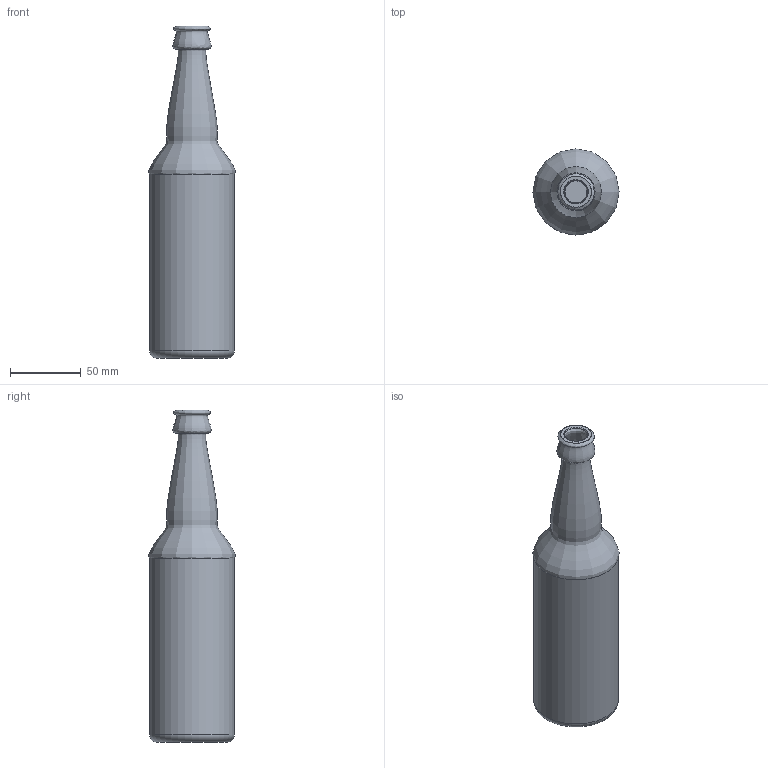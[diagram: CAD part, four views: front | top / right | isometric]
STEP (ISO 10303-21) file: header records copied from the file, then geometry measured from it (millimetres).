
FILE_DESCRIPTION(/* description */ (''),/* implementation_level */ '2;1');
FILE_NAME(/* name */ 'Glass Beer Bottle v3.step',/* time_stamp */ '2025-10-16T20:43:29-04:00',/* author */ (''),/* organization */ (''),/* preprocessor_version */ 'ST-DEVELOPER v20.1',/* originating_system */ 'Autodesk Translation Framework v14.10.0.0',/* authorisation */ '');
FILE_SCHEMA (('AUTOMOTIVE_DESIGN { 1 0 10303 214 3 1 1 }'));
Length unit declared in the file: millimetre
Products named in the file (2): Glass Beer Bottle; Bottle
Assembly tree (1 placements, depth 2):
  Glass Beer Bottle
    Bottle
Bounding box: 61.12 x 61.08 x 235 mm (x, y, z)
Volume: 73520.9 mm3; surface area: 74010.2 mm2
Topology: 1 solids, 1 shells, 15 faces, 28 edges, 16 vertices
Faces by surface type: bspline 8, plane 3, torus 2, cylinder 2
Full cylindrical faces by diameter (mm): 56.02 x1, 60 x1
Entity records: 3039 total; most frequent: CARTESIAN_POINT 2726, ORIENTED_EDGE 56, DIRECTION 46, EDGE_CURVE 28, AXIS2_PLACEMENT_3D 22, EDGE_LOOP 16, VERTEX_POINT 16, FACE_OUTER_BOUND 15
